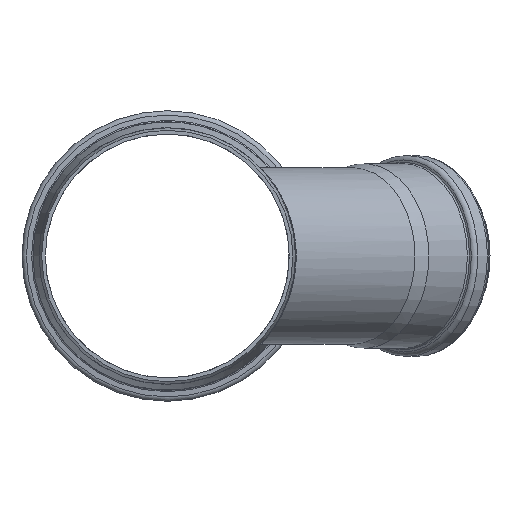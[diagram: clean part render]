
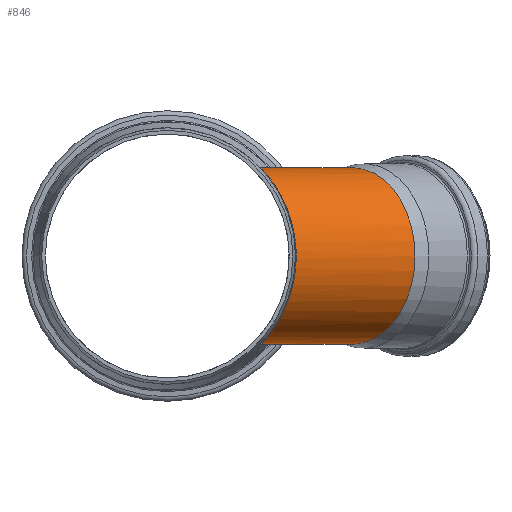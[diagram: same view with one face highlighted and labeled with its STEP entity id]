
A CAD part, front view. The second image highlights one B-rep face of the part: STEP entity #846.
In plain terms, the highlighted cylindrical face has radius 55 mm (diameter 110 mm), a partial arc.
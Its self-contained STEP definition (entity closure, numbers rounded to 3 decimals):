
#114=CIRCLE('',#928,55.);
#203=FACE_OUTER_BOUND('',#274,.T.);
#274=EDGE_LOOP('',(#696,#697,#698,#699));
#406=B_SPLINE_CURVE_WITH_KNOTS('',3,(#88990,#88991,#88992,#88993,#88994,
#88995,#88996,#88997),.UNSPECIFIED.,.F.,.F.,(4,2,2,4),(0.,0.018,
0.03,0.034),.UNSPECIFIED.);
#412=B_SPLINE_CURVE_WITH_KNOTS('',3,(#89063,#89064,#89065,#89066,#89067,
#89068,#89069,#89070),.UNSPECIFIED.,.F.,.F.,(4,2,2,4),(1.254,
1.27,1.285,1.302),.UNSPECIFIED.);
#416=B_SPLINE_CURVE_WITH_KNOTS('',3,(#89450,#89451,#89452,#89453,#89454,
#89455,#89456,#89457,#89458,#89459,#89460,#89461,#89462,#89463,#89464,#89465,
#89466,#89467,#89468,#89469,#89470,#89471,#89472,#89473,#89474,#89475,#89476,
#89477),.UNSPECIFIED.,.F.,.F.,(4,1,1,1,1,1,1,1,1,1,1,1,1,1,1,1,1,1,1,1,
1,1,1,1,1,4),(0.43,1.858,3.285,6.141,
8.044,9.947,11.851,12.802,13.754,
14.706,15.658,17.561,19.464,21.368,
23.271,25.175,26.126,27.078,28.982,
29.933,30.885,31.837,34.692,37.547,
38.974,40.402),.UNSPECIFIED.);
#436=VERTEX_POINT('',#45155);
#445=VERTEX_POINT('',#88954);
#448=VERTEX_POINT('',#88989);
#451=VERTEX_POINT('',#89058);
#541=EDGE_CURVE('',#448,#445,#406,.T.);
#548=EDGE_CURVE('',#436,#451,#412,.T.);
#553=EDGE_CURVE('',#436,#445,#416,.T.);
#555=EDGE_CURVE('',#448,#451,#114,.T.);
#696=ORIENTED_EDGE('',*,*,#548,.T.);
#697=ORIENTED_EDGE('',*,*,#555,.F.);
#698=ORIENTED_EDGE('',*,*,#541,.T.);
#699=ORIENTED_EDGE('',*,*,#553,.F.);
#814=CYLINDRICAL_SURFACE('',#930,55.);
#846=ADVANCED_FACE('',(#203),#814,.T.);
#928=AXIS2_PLACEMENT_3D('',#89482,#1097,#1098);
#930=AXIS2_PLACEMENT_3D('',#89484,#1101,#1102);
#1097=DIRECTION('center_axis',(0.707,0.707,0.));
#1098=DIRECTION('ref_axis',(0.707,-0.707,0.));
#1101=DIRECTION('center_axis',(0.707,0.707,0.));
#1102=DIRECTION('ref_axis',(0.707,-0.707,0.));
#45155=CARTESIAN_POINT('',(79.573,227.061,-21.001));
#88954=CARTESIAN_POINT('',(79.573,227.061,21.001));
#88989=CARTESIAN_POINT('',(79.737,227.059,21.283));
#88990=CARTESIAN_POINT('Ctrl Pts',(79.737,227.059,21.283));
#88991=CARTESIAN_POINT('Ctrl Pts',(79.721,227.076,21.227));
#88992=CARTESIAN_POINT('Ctrl Pts',(79.698,227.088,21.168));
#88993=CARTESIAN_POINT('Ctrl Pts',(79.647,227.089,21.081));
#88994=CARTESIAN_POINT('Ctrl Pts',(79.624,227.084,21.049));
#88995=CARTESIAN_POINT('Ctrl Pts',(79.589,227.069,21.014));
#88996=CARTESIAN_POINT('Ctrl Pts',(79.581,227.066,21.007));
#88997=CARTESIAN_POINT('Ctrl Pts',(79.573,227.061,21.001));
#89058=CARTESIAN_POINT('',(79.737,227.059,-21.283));
#89063=CARTESIAN_POINT('Ctrl Pts',(79.573,227.061,-21.001));
#89064=CARTESIAN_POINT('Ctrl Pts',(79.599,227.075,-21.022));
#89065=CARTESIAN_POINT('Ctrl Pts',(79.622,227.083,-21.048));
#89066=CARTESIAN_POINT('Ctrl Pts',(79.663,227.09,-21.106));
#89067=CARTESIAN_POINT('Ctrl Pts',(79.68,227.089,-21.137));
#89068=CARTESIAN_POINT('Ctrl Pts',(79.712,227.08,-21.207));
#89069=CARTESIAN_POINT('Ctrl Pts',(79.726,227.071,-21.245));
#89070=CARTESIAN_POINT('Ctrl Pts',(79.737,227.059,-21.283));
#89450=CARTESIAN_POINT('Ctrl Pts',(79.573,227.061,-21.001));
#89451=CARTESIAN_POINT('Ctrl Pts',(78.575,224.052,-24.443));
#89452=CARTESIAN_POINT('Ctrl Pts',(76.319,217.161,-30.46));
#89453=CARTESIAN_POINT('Ctrl Pts',(71.463,201.595,-39.96));
#89454=CARTESIAN_POINT('Ctrl Pts',(66.222,183.142,-47.231));
#89455=CARTESIAN_POINT('Ctrl Pts',(61.56,162.247,-52.449));
#89456=CARTESIAN_POINT('Ctrl Pts',(58.827,143.741,-55.041));
#89457=CARTESIAN_POINT('Ctrl Pts',(58.465,127.983,-55.197));
#89458=CARTESIAN_POINT('Ctrl Pts',(60.07,115.7,-53.35));
#89459=CARTESIAN_POINT('Ctrl Pts',(62.313,106.997,-50.706));
#89460=CARTESIAN_POINT('Ctrl Pts',(65.447,99.192,-46.643));
#89461=CARTESIAN_POINT('Ctrl Pts',(70.307,90.361,-39.35));
#89462=CARTESIAN_POINT('Ctrl Pts',(76.343,82.579,-27.137));
#89463=CARTESIAN_POINT('Ctrl Pts',(80.618,78.071,-9.397));
#89464=CARTESIAN_POINT('Ctrl Pts',(80.613,78.07,9.397));
#89465=CARTESIAN_POINT('Ctrl Pts',(76.348,82.578,27.136));
#89466=CARTESIAN_POINT('Ctrl Pts',(70.3,90.363,39.352));
#89467=CARTESIAN_POINT('Ctrl Pts',(65.454,99.189,46.641));
#89468=CARTESIAN_POINT('Ctrl Pts',(61.25,109.605,52.067));
#89469=CARTESIAN_POINT('Ctrl Pts',(58.927,121.785,54.617));
#89470=CARTESIAN_POINT('Ctrl Pts',(58.619,134.292,55.125));
#89471=CARTESIAN_POINT('Ctrl Pts',(59.106,143.687,54.749));
#89472=CARTESIAN_POINT('Ctrl Pts',(60.933,159.2,53.062));
#89473=CARTESIAN_POINT('Ctrl Pts',(65.427,180.304,48.338));
#89474=CARTESIAN_POINT('Ctrl Pts',(71.459,201.594,39.965));
#89475=CARTESIAN_POINT('Ctrl Pts',(76.32,217.161,30.458));
#89476=CARTESIAN_POINT('Ctrl Pts',(78.575,224.052,24.443));
#89477=CARTESIAN_POINT('Ctrl Pts',(79.573,227.061,21.001));
#89482=CARTESIAN_POINT('Origin',(115.598,191.198,0.));
#89484=CARTESIAN_POINT('Origin',(115.314,190.914,0.));
